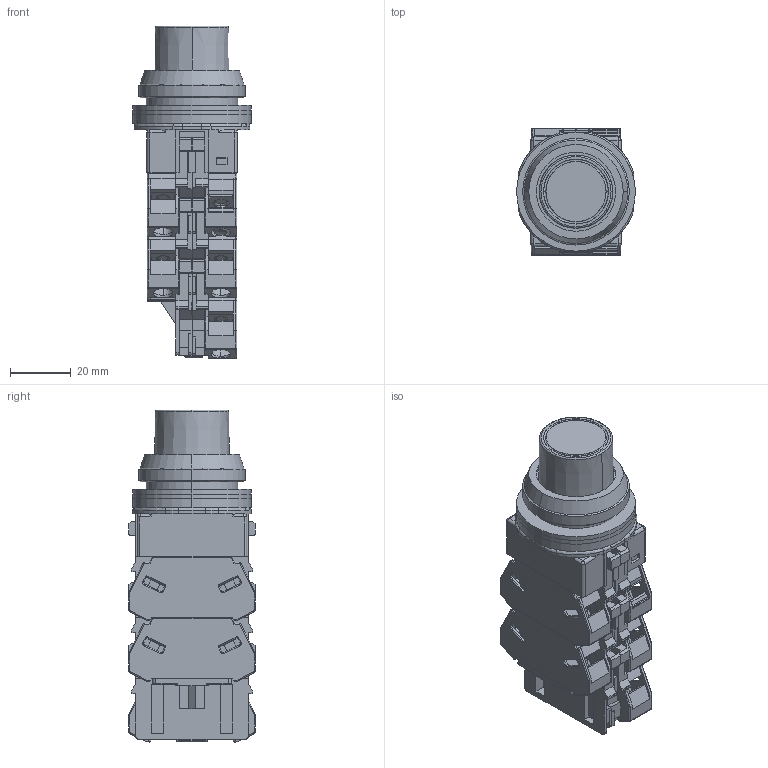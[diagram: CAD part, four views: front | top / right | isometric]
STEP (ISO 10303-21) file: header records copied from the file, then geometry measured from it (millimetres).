
FILE_DESCRIPTION (( 'STEP AP203' ), '1' );
FILE_NAME ('OUTSIDE-ALN2_AOLN2nn.STEP', '2017-03-14T07:24:08', ( '' ), ( '' ), 'SwSTEP 2.0', 'SolidWorks 2014', '' );
FILE_SCHEMA (( 'CONFIG_CONTROL_DESIGN' ));
Length unit declared in the file: millimetre
Products named in the file (8): OUTSIDE-OG-11; OUTSIDE-HW-DB; OUTSIDE-OW-12; OUTSIDE-HW-U; OUTSIDE-ALN2_AOLN2nn; OUTSIDE-OW-11; OUTSIDE-HW-GA1N; OUTSIDE-ALN2_AOLN2_BODY
Assembly tree (11 placements, depth 2):
  OUTSIDE-ALN2_AOLN2nn
    OUTSIDE-ALN2_AOLN2_BODY
    OUTSIDE-OW-12
    OUTSIDE-OW-11  x2
    OUTSIDE-OG-11
    OUTSIDE-HW-U  x4
    OUTSIDE-HW-GA1N
    OUTSIDE-HW-DB
Bounding box: 39 x 41.4 x 109 mm (x, y, z)
Volume: 92752.1 mm3; surface area: 42406.9 mm2
Topology: 12 solids, 12 shells, 1723 faces, 4694 edges, 3004 vertices
Faces by surface type: plane 1032, cylinder 451, bspline 188, cone 32, torus 16, sphere 4
Entity records: 31501 total; most frequent: CARTESIAN_POINT 7990, ORIENTED_EDGE 4904, DIRECTION 4468, EDGE_CURVE 2452, VECTOR 1766, LINE 1766, VERTEX_POINT 1578, AXIS2_PLACEMENT_3D 1351
